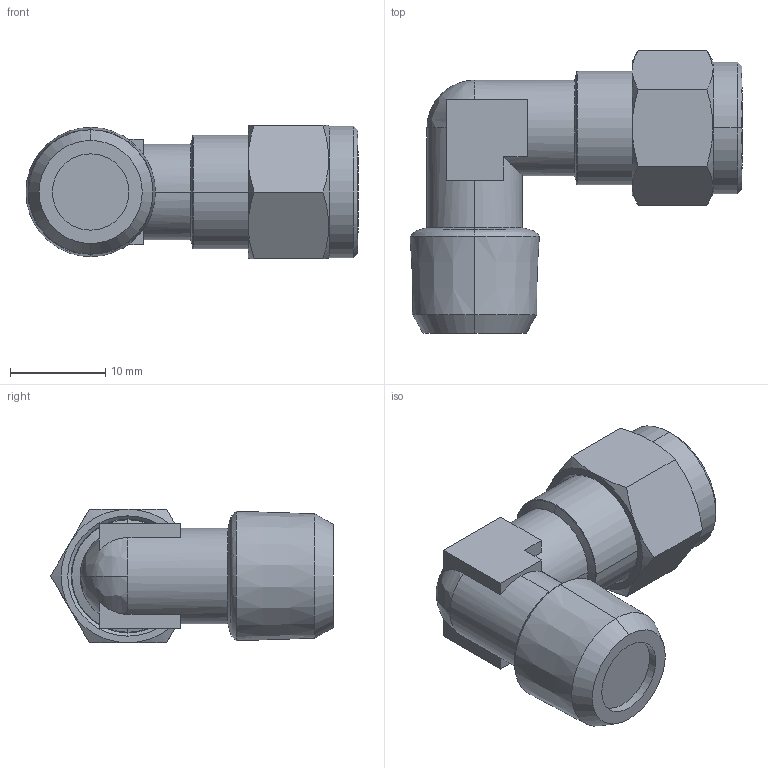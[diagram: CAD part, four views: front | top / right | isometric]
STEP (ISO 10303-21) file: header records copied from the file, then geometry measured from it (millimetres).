
FILE_DESCRIPTION (( 'STEP AP214' ), '1' );
FILE_NAME ('SRK.PL08-02.STEP', '2018-09-03T14:03:35', ( '' ), ( '' ), 'SwSTEP 2.0', 'SolidWorks 2018', '' );
FILE_SCHEMA (( 'AUTOMOTIVE_DESIGN' ));
Length unit declared in the file: millimetre
Products named in the file (1): SRK.PL08-02
Bounding box: 34.78 x 29.58 x 14 mm (x, y, z)
Volume: 5604.4 mm3; surface area: 2376.9 mm2
Topology: 1 solids, 1 shells, 65 faces, 159 edges, 97 vertices
Faces by surface type: plane 25, cone 22, cylinder 12, bspline 6
Entity records: 2092 total; most frequent: CARTESIAN_POINT 558, DIRECTION 320, ORIENTED_EDGE 314, EDGE_CURVE 157, AXIS2_PLACEMENT_3D 127, VERTEX_POINT 97, EDGE_LOOP 68, CIRCLE 67
